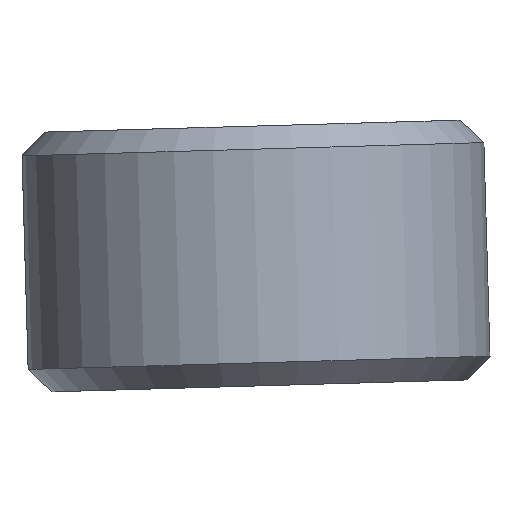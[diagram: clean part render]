
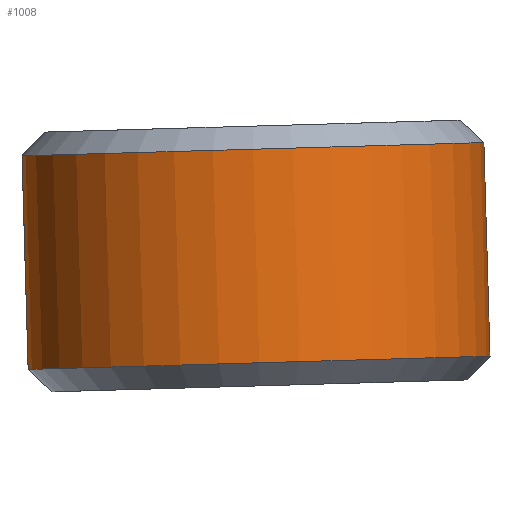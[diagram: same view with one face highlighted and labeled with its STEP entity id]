
A CAD part, front view. The second image highlights one B-rep face of the part: STEP entity #1008.
In plain terms, the highlighted cylindrical face has radius 50.8 mm (diameter 101.6 mm), a partial arc.
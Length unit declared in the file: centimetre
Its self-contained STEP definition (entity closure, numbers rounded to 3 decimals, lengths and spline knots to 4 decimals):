
#47 = ORIENTED_EDGE ( 'NONE', *, *, #1788, .T. ) ;
#68 = DIRECTION ( 'NONE',  ( -1., 0., 0. ) ) ;
#215 = CARTESIAN_POINT ( 'NONE',  ( 5.08, 0., 39.7693 ) ) ;
#263 = DIRECTION ( 'NONE',  ( 0., 0., 1. ) ) ;
#368 = VERTEX_POINT ( 'NONE', #929 ) ;
#399 = EDGE_CURVE ( 'NONE', #1250, #368, #1394, .T. ) ;
#410 = CIRCLE ( 'NONE', #724, 5.08 ) ;
#455 = LINE ( 'NONE', #215, #1678 ) ;
#459 = CARTESIAN_POINT ( 'NONE',  ( 0., 0., 46.4051 ) ) ;
#615 = CARTESIAN_POINT ( 'NONE',  ( 5.08, 0., 41.7061 ) ) ;
#655 = DIRECTION ( 'NONE',  ( 0., 0., -1. ) ) ;
#661 = CARTESIAN_POINT ( 'NONE',  ( 0., 0., 41.7061 ) ) ;
#707 = CARTESIAN_POINT ( 'NONE',  ( -5.08, 0., 46.4051 ) ) ;
#724 = AXIS2_PLACEMENT_3D ( 'NONE', #661, #1385, #2361 ) ;
#811 = CYLINDRICAL_SURFACE ( 'NONE', #1832, 5.08 ) ;
#923 = ORIENTED_EDGE ( 'NONE', *, *, #1280, .F. ) ;
#929 = CARTESIAN_POINT ( 'NONE',  ( 5.08, 0., 46.4051 ) ) ;
#974 = LINE ( 'NONE', #1905, #2222 ) ;
#977 = VERTEX_POINT ( 'NONE', #615 ) ;
#1008 = ADVANCED_FACE ( 'NONE', ( #1341 ), #811, .T. ) ;
#1177 = VERTEX_POINT ( 'NONE', #1626 ) ;
#1250 = VERTEX_POINT ( 'NONE', #707 ) ;
#1280 = EDGE_CURVE ( 'NONE', #977, #368, #455, .T. ) ;
#1341 = FACE_OUTER_BOUND ( 'NONE', #1675, .T. ) ;
#1350 = DIRECTION ( 'NONE',  ( 0., 0., 1. ) ) ;
#1385 = DIRECTION ( 'NONE',  ( 0., 0., 1. ) ) ;
#1394 = CIRCLE ( 'NONE', #2258, 5.08 ) ;
#1537 = EDGE_CURVE ( 'NONE', #977, #1177, #410, .T. ) ;
#1605 = ORIENTED_EDGE ( 'NONE', *, *, #399, .T. ) ;
#1626 = CARTESIAN_POINT ( 'NONE',  ( -5.08, 0., 41.7061 ) ) ;
#1675 = EDGE_LOOP ( 'NONE', ( #2396, #47, #1605, #923 ) ) ;
#1678 = VECTOR ( 'NONE', #263, 100. ) ;
#1706 = DIRECTION ( 'NONE',  ( 0., 0., 1. ) ) ;
#1731 = DIRECTION ( 'NONE',  ( 1., 0., 0. ) ) ;
#1788 = EDGE_CURVE ( 'NONE', #1177, #1250, #974, .T. ) ;
#1832 = AXIS2_PLACEMENT_3D ( 'NONE', #2308, #1350, #1731 ) ;
#1905 = CARTESIAN_POINT ( 'NONE',  ( -5.08, 0., 39.7693 ) ) ;
#2222 = VECTOR ( 'NONE', #1706, 100. ) ;
#2258 = AXIS2_PLACEMENT_3D ( 'NONE', #459, #655, #68 ) ;
#2308 = CARTESIAN_POINT ( 'NONE',  ( 0., 0., 39.7693 ) ) ;
#2361 = DIRECTION ( 'NONE',  ( -1., 0., 0. ) ) ;
#2396 = ORIENTED_EDGE ( 'NONE', *, *, #1537, .T. ) ;
